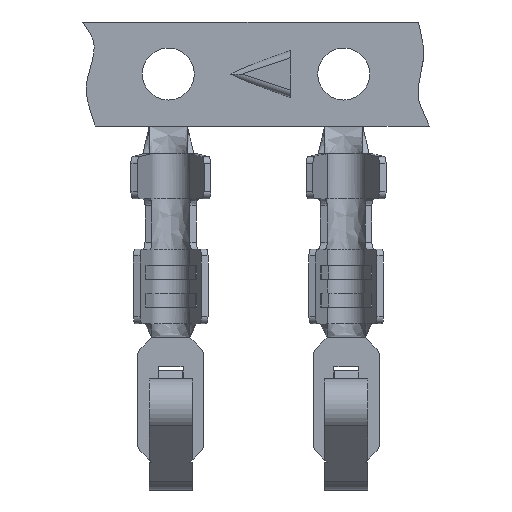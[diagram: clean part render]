
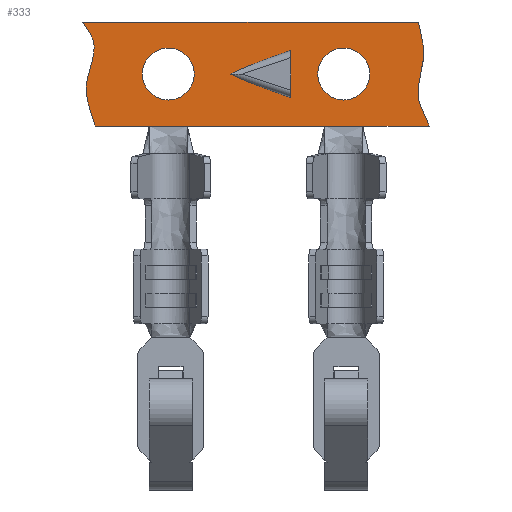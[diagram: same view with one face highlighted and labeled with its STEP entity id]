
A CAD part, top view. The second image highlights one B-rep face of the part: STEP entity #333.
In plain terms, the highlighted planar face has unit normal (0, 0, 1).
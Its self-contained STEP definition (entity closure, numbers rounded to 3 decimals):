
#333 = ADVANCED_FACE( '', ( #742, #743, #744, #745 ), #746, .T. );
#742 = FACE_BOUND( '', #1367, .T. );
#743 = FACE_OUTER_BOUND( '', #1368, .T. );
#744 = FACE_BOUND( '', #1369, .T. );
#745 = FACE_BOUND( '', #1370, .T. );
#746 = PLANE( '', #1371 );
#1367 = EDGE_LOOP( '', ( #2448, #2449, #2450, #2451, #2452, #2453, #2454 ) );
#1368 = EDGE_LOOP( '', ( #2455, #2456, #2457, #2458, #2459, #2460, #2461, #2462 ) );
#1369 = EDGE_LOOP( '', ( #2463 ) );
#1370 = EDGE_LOOP( '', ( #2464 ) );
#1371 = AXIS2_PLACEMENT_3D( '', #2465, #2466, #2467 );
#2448 = ORIENTED_EDGE( '', *, *, #3507, .T. );
#2449 = ORIENTED_EDGE( '', *, *, #3731, .T. );
#2450 = ORIENTED_EDGE( '', *, *, #3732, .F. );
#2451 = ORIENTED_EDGE( '', *, *, #3571, .F. );
#2452 = ORIENTED_EDGE( '', *, *, #3733, .F. );
#2453 = ORIENTED_EDGE( '', *, *, #3565, .F. );
#2454 = ORIENTED_EDGE( '', *, *, #3734, .F. );
#2455 = ORIENTED_EDGE( '', *, *, #3735, .T. );
#2456 = ORIENTED_EDGE( '', *, *, #3736, .F. );
#2457 = ORIENTED_EDGE( '', *, *, #3737, .T. );
#2458 = ORIENTED_EDGE( '', *, *, #3738, .T. );
#2459 = ORIENTED_EDGE( '', *, *, #3607, .T. );
#2460 = ORIENTED_EDGE( '', *, *, #3739, .T. );
#2461 = ORIENTED_EDGE( '', *, *, #3625, .T. );
#2462 = ORIENTED_EDGE( '', *, *, #3740, .F. );
#2463 = ORIENTED_EDGE( '', *, *, #3741, .F. );
#2464 = ORIENTED_EDGE( '', *, *, #3532, .T. );
#2465 = CARTESIAN_POINT( '', ( -5., 1., 0.1 ) );
#2466 = DIRECTION( '', ( 0., 0., 1. ) );
#2467 = DIRECTION( '', ( 1., 0., 0. ) );
#3507 = EDGE_CURVE( '', #4133, #4130, #4134, .F. );
#3532 = EDGE_CURVE( '', #4177, #4177, #4178, .T. );
#3565 = EDGE_CURVE( '', #4232, #4234, #4235, .T. );
#3571 = EDGE_CURVE( '', #4244, #4246, #4247, .T. );
#3607 = EDGE_CURVE( '', #4307, #4308, #4309, .T. );
#3625 = EDGE_CURVE( '', #4279, #4336, #4337, .T. );
#3731 = EDGE_CURVE( '', #4130, #4509, #4510, .F. );
#3732 = EDGE_CURVE( '', #4246, #4509, #4511, .T. );
#3733 = EDGE_CURVE( '', #4234, #4244, #4512, .T. );
#3734 = EDGE_CURVE( '', #4133, #4232, #4513, .T. );
#3735 = EDGE_CURVE( '', #4514, #4515, #4516, .T. );
#3736 = EDGE_CURVE( '', #4517, #4515, #4518, .F. );
#3737 = EDGE_CURVE( '', #4517, #4499, #4519, .T. );
#3738 = EDGE_CURVE( '', #4499, #4307, #4520, .T. );
#3739 = EDGE_CURVE( '', #4308, #4279, #4521, .F. );
#3740 = EDGE_CURVE( '', #4514, #4336, #4522, .F. );
#3741 = EDGE_CURVE( '', #4523, #4523, #4524, .T. );
#4130 = VERTEX_POINT( '', #5043 );
#4133 = VERTEX_POINT( '', #5046 );
#4134 = ELLIPSE( '', #5047, 1.929, 0.2 );
#4177 = VERTEX_POINT( '', #5104 );
#4178 = CIRCLE( '', #5105, 0.75 );
#4232 = VERTEX_POINT( '', #5180 );
#4234 = VERTEX_POINT( '', #5183 );
#4235 = LINE( '', #5184, #5185 );
#4244 = VERTEX_POINT( '', #5196 );
#4246 = VERTEX_POINT( '', #5199 );
#4247 = LINE( '', #5200, #5201 );
#4279 = VERTEX_POINT( '', #5258 );
#4307 = VERTEX_POINT( '', #5313 );
#4308 = VERTEX_POINT( '', #5314 );
#4309 = LINE( '', #5315, #5316 );
#4336 = VERTEX_POINT( '', #5356 );
#4337 = LINE( '', #5357, #5358 );
#4499 = VERTEX_POINT( '', #5614 );
#4509 = VERTEX_POINT( '', #5631 );
#4510 = ELLIPSE( '', #5632, 1.929, 0.2 );
#4511 = LINE( '', #5633, #5634 );
#4512 = LINE( '', #5635, #5636 );
#4513 = LINE( '', #5637, #5638 );
#4514 = VERTEX_POINT( '', #5639 );
#4515 = VERTEX_POINT( '', #5640 );
#4516 = LINE( '', #5641, #5642 );
#4517 = VERTEX_POINT( '', #5643 );
#4518 = B_SPLINE_CURVE_WITH_KNOTS( '', 3, ( #5644, #5645, #5646, #5647, #5648, #5649 ), .UNSPECIFIED., .F., .F., ( 4, 1, 1, 4 ), ( 0., 0.203, 0.62, 1. ), .UNSPECIFIED. );
#4519 = LINE( '', #5650, #5651 );
#4520 = LINE( '', #5652, #5653 );
#4521 = LINE( '', #5654, #5655 );
#4522 = B_SPLINE_CURVE_WITH_KNOTS( '', 3, ( #5656, #5657, #5658, #5659, #5660, #5661 ), .UNSPECIFIED., .F., .F., ( 4, 1, 1, 4 ), ( 0., 0.318, 0.658, 1. ), .UNSPECIFIED. );
#4523 = VERTEX_POINT( '', #5662 );
#4524 = CIRCLE( '', #5663, 0.75 );
#5043 = CARTESIAN_POINT( '', ( -0.724, 2.5, 0.1 ) );
#5046 = CARTESIAN_POINT( '', ( 0.765, 1.904, 0.1 ) );
#5047 = AXIS2_PLACEMENT_3D( '', #6558, #6559, #6560 );
#5104 = CARTESIAN_POINT( '', ( -1.78, 2.5, 0.1 ) );
#5105 = AXIS2_PLACEMENT_3D( '', #6596, #6597, #6598 );
#5180 = CARTESIAN_POINT( '', ( 1., 1.825, 0.1 ) );
#5183 = CARTESIAN_POINT( '', ( 1., 2.029, 0.1 ) );
#5184 = CARTESIAN_POINT( '', ( 1., 1.825, 0.1 ) );
#5185 = VECTOR( '', #6640, 1000. );
#5196 = CARTESIAN_POINT( '', ( 1., 2.971, 0.1 ) );
#5199 = CARTESIAN_POINT( '', ( 1., 3.175, 0.1 ) );
#5200 = CARTESIAN_POINT( '', ( 1., 1.825, 0.1 ) );
#5201 = VECTOR( '', #6650, 1000. );
#5258 = CARTESIAN_POINT( '', ( 3.08, 1., 0.1 ) );
#5313 = CARTESIAN_POINT( '', ( -1.98, 1., 0.1 ) );
#5314 = CARTESIAN_POINT( '', ( 1.98, 1., 0.1 ) );
#5315 = CARTESIAN_POINT( '', ( -5., 1., 0.1 ) );
#5316 = VECTOR( '', #6672, 1000. );
#5356 = CARTESIAN_POINT( '', ( 5., 1., 0.1 ) );
#5357 = CARTESIAN_POINT( '', ( -5., 1., 0.1 ) );
#5358 = VECTOR( '', #6686, 1000. );
#5614 = CARTESIAN_POINT( '', ( -3.08, 1., 0.1 ) );
#5631 = CARTESIAN_POINT( '', ( 0.765, 3.096, 0.1 ) );
#5632 = AXIS2_PLACEMENT_3D( '', #6791, #6792, #6793 );
#5633 = CARTESIAN_POINT( '', ( 1., 3.175, 0.1 ) );
#5634 = VECTOR( '', #6794, 1000. );
#5635 = CARTESIAN_POINT( '', ( 1., 1.825, 0.1 ) );
#5636 = VECTOR( '', #6795, 1000. );
#5637 = CARTESIAN_POINT( '', ( -1., 2.5, 0.1 ) );
#5638 = VECTOR( '', #6796, 1000. );
#5639 = CARTESIAN_POINT( '', ( 4.683, 4., 0.1 ) );
#5640 = CARTESIAN_POINT( '', ( -5., 4., 0.1 ) );
#5641 = CARTESIAN_POINT( '', ( 5., 4., 0.1 ) );
#5642 = VECTOR( '', #6797, 1000. );
#5643 = CARTESIAN_POINT( '', ( -4.638, 1., 0.1 ) );
#5644 = CARTESIAN_POINT( '', ( -5., 4., 0.1 ) );
#5645 = CARTESIAN_POINT( '', ( -4.865, 3.811, 0.1 ) );
#5646 = CARTESIAN_POINT( '', ( -4.468, 3.285, 0.1 ) );
#5647 = CARTESIAN_POINT( '', ( -5.096, 2.165, 0.1 ) );
#5648 = CARTESIAN_POINT( '', ( -4.769, 1.422, 0.1 ) );
#5649 = CARTESIAN_POINT( '', ( -4.638, 1., 0.1 ) );
#5650 = CARTESIAN_POINT( '', ( -5., 1., 0.1 ) );
#5651 = VECTOR( '', #6798, 1000. );
#5652 = CARTESIAN_POINT( '', ( -5., 1., 0.1 ) );
#5653 = VECTOR( '', #6799, 1000. );
#5654 = CARTESIAN_POINT( '', ( 3.08, 1., 0.1 ) );
#5655 = VECTOR( '', #6800, 1000. );
#5656 = CARTESIAN_POINT( '', ( 5., 1., 0.1 ) );
#5657 = CARTESIAN_POINT( '', ( 4.841, 1.322, 0.1 ) );
#5658 = CARTESIAN_POINT( '', ( 4.521, 1.921, 0.1 ) );
#5659 = CARTESIAN_POINT( '', ( 4.957, 2.982, 0.1 ) );
#5660 = CARTESIAN_POINT( '', ( 4.767, 3.626, 0.1 ) );
#5661 = CARTESIAN_POINT( '', ( 4.683, 4., 0.1 ) );
#5662 = CARTESIAN_POINT( '', ( 3.28, 2.5, 0.1 ) );
#5663 = AXIS2_PLACEMENT_3D( '', #6801, #6802, #6803 );
#6558 = CARTESIAN_POINT( '', ( 0.829, 2.094, 0.1 ) );
#6559 = DIRECTION( '', ( 0., 0., 1. ) );
#6560 = DIRECTION( '', ( -0.947, 0.32, 0. ) );
#6596 = CARTESIAN_POINT( '', ( -2.53, 2.5, 0.1 ) );
#6597 = DIRECTION( '', ( 0., 0., -1. ) );
#6598 = DIRECTION( '', ( 1., 0., 0. ) );
#6640 = DIRECTION( '', ( 0., 1., 0. ) );
#6650 = DIRECTION( '', ( 0., 1., 0. ) );
#6672 = DIRECTION( '', ( 1., 0., 0. ) );
#6686 = DIRECTION( '', ( 1., 0., 0. ) );
#6791 = CARTESIAN_POINT( '', ( 0.829, 2.906, 0.1 ) );
#6792 = DIRECTION( '', ( 0., 0., 1. ) );
#6793 = DIRECTION( '', ( 0.947, 0.32, 0. ) );
#6794 = DIRECTION( '', ( -0.947, -0.32, 0. ) );
#6795 = DIRECTION( '', ( 0., 1., 0. ) );
#6796 = DIRECTION( '', ( 0.947, -0.32, 0. ) );
#6797 = DIRECTION( '', ( -1., 0., 0. ) );
#6798 = DIRECTION( '', ( 1., 0., 0. ) );
#6799 = DIRECTION( '', ( 1., 0., 0. ) );
#6800 = DIRECTION( '', ( -1., 0., 0. ) );
#6801 = CARTESIAN_POINT( '', ( 2.53, 2.5, 0.1 ) );
#6802 = DIRECTION( '', ( 0., 0., 1. ) );
#6803 = DIRECTION( '', ( 1., 0., 0. ) );
